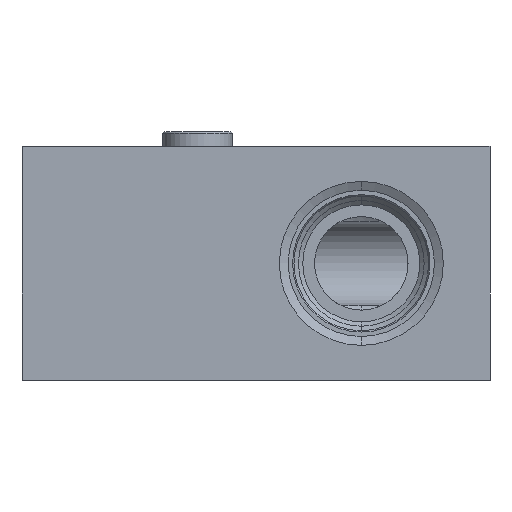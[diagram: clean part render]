
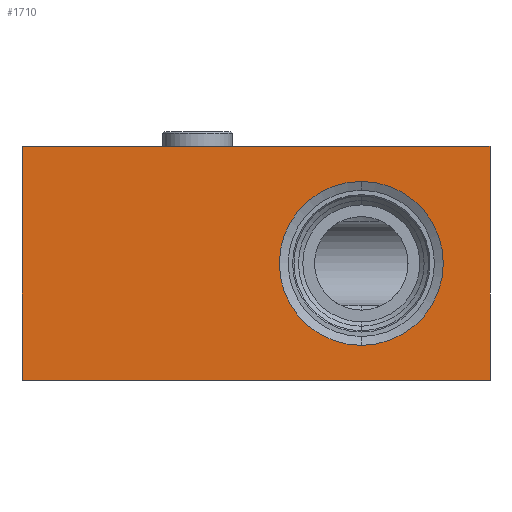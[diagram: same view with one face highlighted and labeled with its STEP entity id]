
A CAD part, front view. The second image highlights one B-rep face of the part: STEP entity #1710.
In plain terms, the highlighted planar face has unit normal (0, -1, 0).
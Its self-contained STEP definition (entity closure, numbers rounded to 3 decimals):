
#136 = ORIENTED_EDGE ( 'NONE', *, *, #6475, .T. ) ;
#296 = CARTESIAN_POINT ( 'NONE',  ( 63.5, -69.85, -31.75 ) ) ;
#606 = CIRCLE ( 'NONE', #6245, 22.25 ) ;
#1250 = CARTESIAN_POINT ( 'NONE',  ( 28.57, -69.85, -22.25 ) ) ;
#1710 = ADVANCED_FACE ( 'NONE', ( #16971, #11680 ), #8964, .F. ) ;
#1828 = CARTESIAN_POINT ( 'NONE',  ( -63.5, -69.85, -31.75 ) ) ;
#1948 = CARTESIAN_POINT ( 'NONE',  ( -63.5, -69.85, 31.75 ) ) ;
#2299 = CARTESIAN_POINT ( 'NONE',  ( -63.5, -69.85, 31.75 ) ) ;
#2775 = VERTEX_POINT ( 'NONE', #2933 ) ;
#2933 = CARTESIAN_POINT ( 'NONE',  ( -63.5, -69.85, 31.75 ) ) ;
#2952 = EDGE_CURVE ( 'NONE', #2775, #3295, #9450, .T. ) ;
#3295 = VERTEX_POINT ( 'NONE', #8229 ) ;
#3549 = VERTEX_POINT ( 'NONE', #1828 ) ;
#3831 = CARTESIAN_POINT ( 'NONE',  ( 28.57, -69.85, 22.25 ) ) ;
#4162 = CARTESIAN_POINT ( 'NONE',  ( -63.5, -69.85, -31.75 ) ) ;
#4529 = LINE ( 'NONE', #4162, #15678 ) ;
#4934 = DIRECTION ( 'NONE',  ( 0., 0., -1. ) ) ;
#4953 = EDGE_CURVE ( 'NONE', #15025, #10567, #606, .T. ) ;
#5756 = VECTOR ( 'NONE', #12099, 1000. ) ;
#6084 = CARTESIAN_POINT ( 'NONE',  ( 28.57, -69.85, 0. ) ) ;
#6100 = DIRECTION ( 'NONE',  ( 0., 1., 0. ) ) ;
#6245 = AXIS2_PLACEMENT_3D ( 'NONE', #6084, #8836, #4934 ) ;
#6475 = EDGE_CURVE ( 'NONE', #2775, #3549, #12876, .T. ) ;
#7091 = ORIENTED_EDGE ( 'NONE', *, *, #8851, .T. ) ;
#7774 = VECTOR ( 'NONE', #17432, 1000. ) ;
#8057 = CARTESIAN_POINT ( 'NONE',  ( 28.57, -69.85, 0. ) ) ;
#8229 = CARTESIAN_POINT ( 'NONE',  ( 63.5, -69.85, 31.75 ) ) ;
#8249 = DIRECTION ( 'NONE',  ( 0., 0., -1. ) ) ;
#8256 = ORIENTED_EDGE ( 'NONE', *, *, #13922, .F. ) ;
#8566 = CARTESIAN_POINT ( 'NONE',  ( -63.5, -69.85, 31.75 ) ) ;
#8836 = DIRECTION ( 'NONE',  ( 0., -1., 0. ) ) ;
#8851 = EDGE_CURVE ( 'NONE', #3549, #16843, #4529, .T. ) ;
#8964 = PLANE ( 'NONE',  #13896 ) ;
#9450 = LINE ( 'NONE', #2299, #5756 ) ;
#10567 = VERTEX_POINT ( 'NONE', #1250 ) ;
#10800 = ORIENTED_EDGE ( 'NONE', *, *, #11134, .F. ) ;
#11134 = EDGE_CURVE ( 'NONE', #10567, #15025, #16023, .T. ) ;
#11495 = LINE ( 'NONE', #14635, #7774 ) ;
#11528 = AXIS2_PLACEMENT_3D ( 'NONE', #8057, #13929, #8249 ) ;
#11680 = FACE_OUTER_BOUND ( 'NONE', #15849, .T. ) ;
#12099 = DIRECTION ( 'NONE',  ( 1., 0., 0. ) ) ;
#12465 = DIRECTION ( 'NONE',  ( 1., 0., 0. ) ) ;
#12876 = LINE ( 'NONE', #8566, #17076 ) ;
#12926 = ORIENTED_EDGE ( 'NONE', *, *, #2952, .F. ) ;
#13249 = DIRECTION ( 'NONE',  ( 0., 0., 1. ) ) ;
#13896 = AXIS2_PLACEMENT_3D ( 'NONE', #1948, #6100, #13249 ) ;
#13922 = EDGE_CURVE ( 'NONE', #3295, #16843, #11495, .T. ) ;
#13929 = DIRECTION ( 'NONE',  ( 0., -1., 0. ) ) ;
#14635 = CARTESIAN_POINT ( 'NONE',  ( 63.5, -69.85, 31.75 ) ) ;
#14643 = EDGE_LOOP ( 'NONE', ( #10800, #15125 ) ) ;
#15025 = VERTEX_POINT ( 'NONE', #3831 ) ;
#15125 = ORIENTED_EDGE ( 'NONE', *, *, #4953, .F. ) ;
#15678 = VECTOR ( 'NONE', #12465, 1000. ) ;
#15849 = EDGE_LOOP ( 'NONE', ( #7091, #8256, #12926, #136 ) ) ;
#16023 = CIRCLE ( 'NONE', #11528, 22.25 ) ;
#16843 = VERTEX_POINT ( 'NONE', #296 ) ;
#16971 = FACE_BOUND ( 'NONE', #14643, .T. ) ;
#17076 = VECTOR ( 'NONE', #17239, 1000. ) ;
#17239 = DIRECTION ( 'NONE',  ( 0., 0., -1. ) ) ;
#17432 = DIRECTION ( 'NONE',  ( 0., 0., -1. ) ) ;
